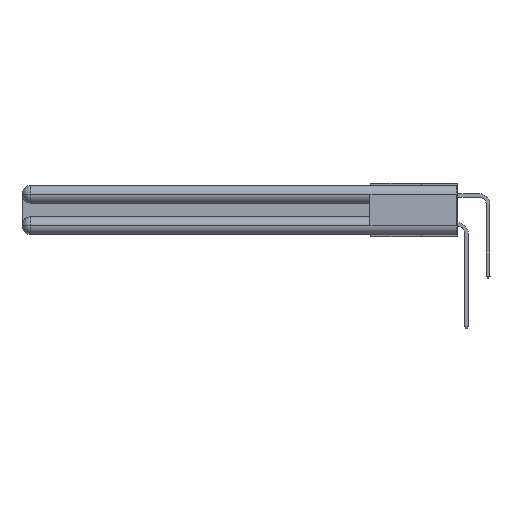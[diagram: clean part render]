
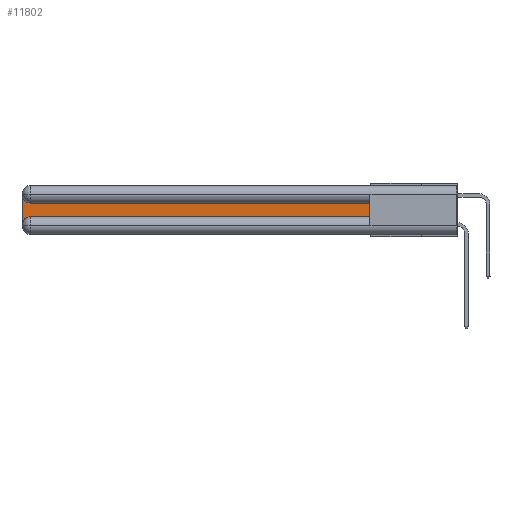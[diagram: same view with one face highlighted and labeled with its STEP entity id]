
A CAD part, left-side view. The second image highlights one B-rep face of the part: STEP entity #11802.
In plain terms, the highlighted planar face has unit normal (-1, 0, 0).
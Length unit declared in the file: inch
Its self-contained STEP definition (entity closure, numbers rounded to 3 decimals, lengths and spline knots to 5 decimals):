
#10 = VERTEX_POINT ( 'NONE', #11592 ) ;
#22 = CARTESIAN_POINT ( 'NONE',  ( 0.075, 0.6, -0.1225 ) ) ;
#336 = LINE ( 'NONE', #6502, #22610 ) ;
#1472 = DIRECTION ( 'NONE',  ( 0., 0., -1. ) ) ;
#1538 = LINE ( 'NONE', #22, #14976 ) ;
#1733 = CARTESIAN_POINT ( 'NONE',  ( 0.075, 2.94, -0.2175 ) ) ;
#1832 = CARTESIAN_POINT ( 'NONE',  ( 0.075, 2.94, -0.1225 ) ) ;
#1859 = LINE ( 'NONE', #15054, #12112 ) ;
#2312 = CARTESIAN_POINT ( 'NONE',  ( 0.075, 2.94, -0.0625 ) ) ;
#2396 = EDGE_CURVE ( 'NONE', #3452, #26735, #1859, .T. ) ;
#2630 = CARTESIAN_POINT ( 'NONE',  ( 0.075, 3., -0.1225 ) ) ;
#3112 = FACE_OUTER_BOUND ( 'NONE', #16200, .T. ) ;
#3452 = VERTEX_POINT ( 'NONE', #1733 ) ;
#3860 = ORIENTED_EDGE ( 'NONE', *, *, #9015, .T. ) ;
#4637 = ORIENTED_EDGE ( 'NONE', *, *, #26664, .T. ) ;
#6103 = ORIENTED_EDGE ( 'NONE', *, *, #2396, .T. ) ;
#6192 = ORIENTED_EDGE ( 'NONE', *, *, #28335, .T. ) ;
#6224 = CARTESIAN_POINT ( 'NONE',  ( 0.075, 0.6, -0.1225 ) ) ;
#6502 = CARTESIAN_POINT ( 'NONE',  ( 0.075, 0.6, -0.2175 ) ) ;
#6603 = CARTESIAN_POINT ( 'NONE',  ( 0.075, 0.6, -0.2175 ) ) ;
#7087 = DIRECTION ( 'NONE',  ( 1., 0., 0. ) ) ;
#7391 = DIRECTION ( 'NONE',  ( 0., 0., -1. ) ) ;
#8792 = EDGE_CURVE ( 'NONE', #10, #3452, #14414, .T. ) ;
#9015 = EDGE_CURVE ( 'NONE', #12759, #10332, #1538, .T. ) ;
#9144 = AXIS2_PLACEMENT_3D ( 'NONE', #13610, #15877, #26935 ) ;
#10332 = VERTEX_POINT ( 'NONE', #1832 ) ;
#11592 = CARTESIAN_POINT ( 'NONE',  ( 0.075, 3., -0.2775 ) ) ;
#11802 = ADVANCED_FACE ( 'NONE', ( #3112 ), #25064, .F. ) ;
#12112 = VECTOR ( 'NONE', #17033, 39.37008 ) ;
#12646 = EDGE_CURVE ( 'NONE', #15446, #10, #29200, .T. ) ;
#12759 = VERTEX_POINT ( 'NONE', #6224 ) ;
#13610 = CARTESIAN_POINT ( 'NONE',  ( 0.075, 2.94, -0.2775 ) ) ;
#13760 = DIRECTION ( 'NONE',  ( 0., 0., -1. ) ) ;
#14245 = AXIS2_PLACEMENT_3D ( 'NONE', #2312, #24916, #13760 ) ;
#14414 = CIRCLE ( 'NONE', #9144, 0.06 ) ;
#14631 = AXIS2_PLACEMENT_3D ( 'NONE', #2630, #7087, #7391 ) ;
#14976 = VECTOR ( 'NONE', #18449, 39.37008 ) ;
#15054 = CARTESIAN_POINT ( 'NONE',  ( 0.075, 0.6, -0.2175 ) ) ;
#15446 = VERTEX_POINT ( 'NONE', #27040 ) ;
#15877 = DIRECTION ( 'NONE',  ( 1., 0., 0. ) ) ;
#16200 = EDGE_LOOP ( 'NONE', ( #3860, #6192, #18236, #18496, #6103, #4637 ) ) ;
#17033 = DIRECTION ( 'NONE',  ( 0., -1., 0. ) ) ;
#18236 = ORIENTED_EDGE ( 'NONE', *, *, #12646, .T. ) ;
#18449 = DIRECTION ( 'NONE',  ( 0., 1., 0. ) ) ;
#18496 = ORIENTED_EDGE ( 'NONE', *, *, #8792, .T. ) ;
#18636 = CIRCLE ( 'NONE', #14245, 0.06 ) ;
#18754 = CARTESIAN_POINT ( 'NONE',  ( 0.075, 3., -0.2175 ) ) ;
#19735 = DIRECTION ( 'NONE',  ( 0., 0., 1. ) ) ;
#22169 = VECTOR ( 'NONE', #1472, 39.37008 ) ;
#22610 = VECTOR ( 'NONE', #19735, 39.37008 ) ;
#24916 = DIRECTION ( 'NONE',  ( 1., 0., 0. ) ) ;
#25064 = PLANE ( 'NONE',  #14631 ) ;
#26664 = EDGE_CURVE ( 'NONE', #26735, #12759, #336, .T. ) ;
#26735 = VERTEX_POINT ( 'NONE', #6603 ) ;
#26935 = DIRECTION ( 'NONE',  ( 0., 0., -1. ) ) ;
#27040 = CARTESIAN_POINT ( 'NONE',  ( 0.075, 3., -0.0625 ) ) ;
#28335 = EDGE_CURVE ( 'NONE', #10332, #15446, #18636, .T. ) ;
#29200 = LINE ( 'NONE', #18754, #22169 ) ;
